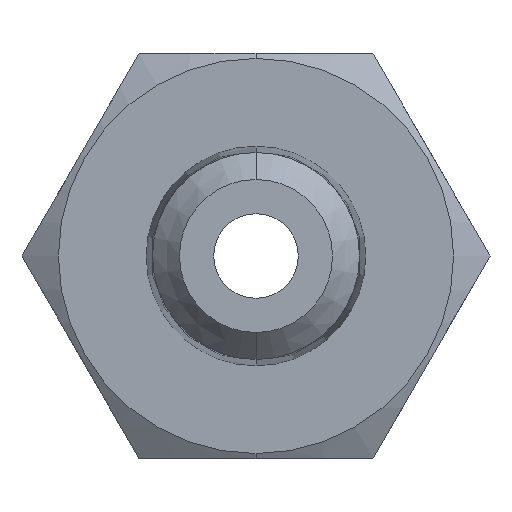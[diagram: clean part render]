
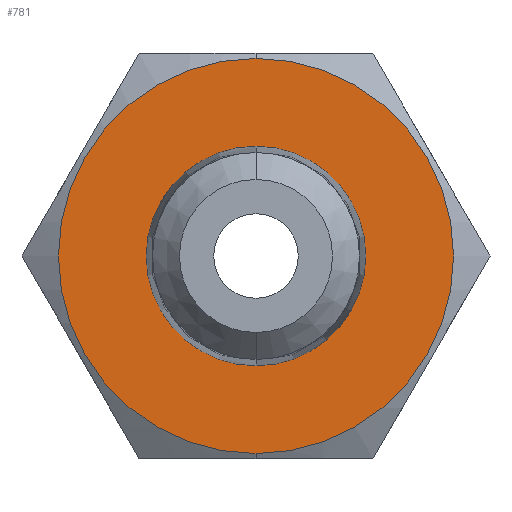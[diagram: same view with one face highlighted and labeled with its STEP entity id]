
A CAD part, front view. The second image highlights one B-rep face of the part: STEP entity #781.
In plain terms, the highlighted planar face has unit normal (0, -1, 0).
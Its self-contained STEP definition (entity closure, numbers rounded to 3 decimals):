
#9 = EDGE_LOOP ( 'NONE', ( #52, #75 ) ) ;
#12 = ORIENTED_EDGE ( 'NONE', *, *, #753, .T. ) ;
#52 = ORIENTED_EDGE ( 'NONE', *, *, #1530, .F. ) ;
#75 = ORIENTED_EDGE ( 'NONE', *, *, #406, .F. ) ;
#97 = ORIENTED_EDGE ( 'NONE', *, *, #1529, .T. ) ;
#123 = EDGE_LOOP ( 'NONE', ( #97, #12 ) ) ;
#327 = DIRECTION ( 'NONE',  ( 0., 0., 1. ) ) ;
#328 = DIRECTION ( 'NONE',  ( 0., -1., 0. ) ) ;
#329 = CARTESIAN_POINT ( 'NONE',  ( 0., 8., 0. ) ) ;
#330 = DIRECTION ( 'NONE',  ( 0., -1., 0. ) ) ;
#331 = DIRECTION ( 'NONE',  ( 0., 0., -1. ) ) ;
#406 = EDGE_CURVE ( 'NONE', #419, #442, #1452, .T. ) ;
#414 = VERTEX_POINT ( 'NONE', #1260 ) ;
#419 = VERTEX_POINT ( 'NONE', #1378 ) ;
#442 = VERTEX_POINT ( 'NONE', #1141 ) ;
#465 = VERTEX_POINT ( 'NONE', #1102 ) ;
#543 = AXIS2_PLACEMENT_3D ( 'NONE', #840, #328, #327 ) ;
#544 = AXIS2_PLACEMENT_3D ( 'NONE', #329, #330, #331 ) ;
#603 = AXIS2_PLACEMENT_3D ( 'NONE', #1043, #1108, #1159 ) ;
#753 = EDGE_CURVE ( 'NONE', #465, #414, #1429, .T. ) ;
#781 = ADVANCED_FACE ( 'NONE', ( #963, #928 ), #1195, .F. ) ;
#840 = CARTESIAN_POINT ( 'NONE',  ( 0., 8., 0. ) ) ;
#928 = FACE_BOUND ( 'NONE', #9, .T. ) ;
#932 = CIRCLE ( 'NONE', #544, 3.249 ) ;
#934 = CIRCLE ( 'NONE', #543, 5.85 ) ;
#963 = FACE_OUTER_BOUND ( 'NONE', #123, .T. ) ;
#1024 = AXIS2_PLACEMENT_3D ( 'NONE', #1360, #1277, #1374 ) ;
#1043 = CARTESIAN_POINT ( 'NONE',  ( 0., 8., 0. ) ) ;
#1102 = CARTESIAN_POINT ( 'NONE',  ( 0., 8., -5.85 ) ) ;
#1108 = DIRECTION ( 'NONE',  ( 0., -1., 0. ) ) ;
#1141 = CARTESIAN_POINT ( 'NONE',  ( 0., 8., 3.249 ) ) ;
#1159 = DIRECTION ( 'NONE',  ( 0., 0., 1. ) ) ;
#1193 = CARTESIAN_POINT ( 'NONE',  ( 3.249, 8., 0. ) ) ;
#1195 = PLANE ( 'NONE',  #1502 ) ;
#1205 = DIRECTION ( 'NONE',  ( 0., 0., 1. ) ) ;
#1216 = DIRECTION ( 'NONE',  ( 0., 1., 0. ) ) ;
#1260 = CARTESIAN_POINT ( 'NONE',  ( 0., 8., 5.85 ) ) ;
#1277 = DIRECTION ( 'NONE',  ( 0., -1., 0. ) ) ;
#1360 = CARTESIAN_POINT ( 'NONE',  ( 0., 8., 0. ) ) ;
#1374 = DIRECTION ( 'NONE',  ( 0., 0., -1. ) ) ;
#1378 = CARTESIAN_POINT ( 'NONE',  ( 0., 8., -3.249 ) ) ;
#1429 = CIRCLE ( 'NONE', #603, 5.85 ) ;
#1452 = CIRCLE ( 'NONE', #1024, 3.249 ) ;
#1502 = AXIS2_PLACEMENT_3D ( 'NONE', #1193, #1216, #1205 ) ;
#1529 = EDGE_CURVE ( 'NONE', #414, #465, #934, .T. ) ;
#1530 = EDGE_CURVE ( 'NONE', #442, #419, #932, .T. ) ;
